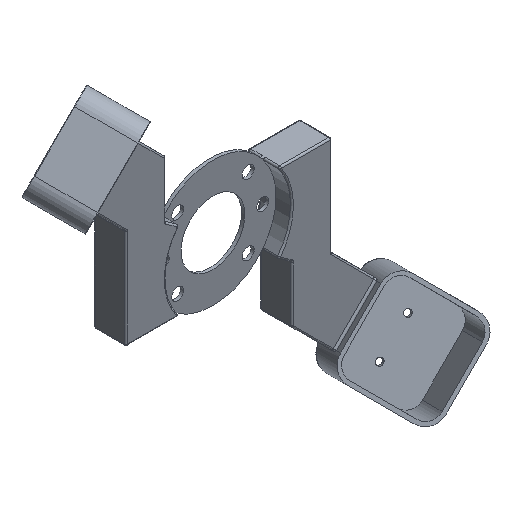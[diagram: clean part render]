
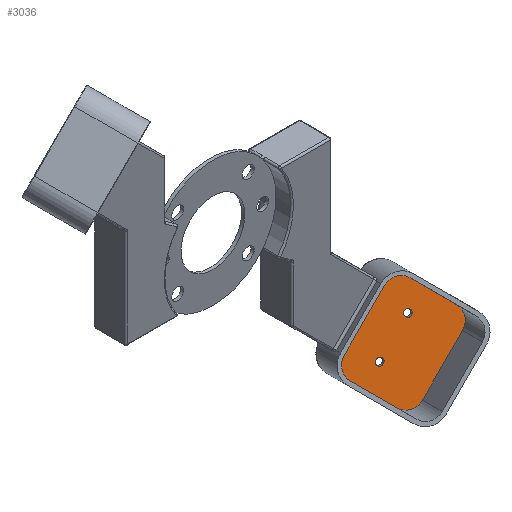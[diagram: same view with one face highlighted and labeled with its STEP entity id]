
A CAD part, isometric view. The second image highlights one B-rep face of the part: STEP entity #3036.
In plain terms, the highlighted planar face has unit normal (-0.406, -0.819, 0.406).
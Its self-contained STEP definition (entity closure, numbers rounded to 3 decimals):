
#37=FACE_BOUND('',#662,.T.);
#38=FACE_BOUND('',#663,.T.);
#90=PLANE('',#3391);
#263=CIRCLE('',#3355,1.6);
#264=CIRCLE('',#3357,1.6);
#274=CIRCLE('',#3378,6.9);
#276=CIRCLE('',#3382,6.9);
#278=CIRCLE('',#3386,6.9);
#280=CIRCLE('',#3390,6.9);
#472=FACE_OUTER_BOUND('',#661,.T.);
#661=EDGE_LOOP('',(#2595,#2596,#2597,#2598,#2599,#2600,#2601,#2602,#2603));
#662=EDGE_LOOP('',(#2604));
#663=EDGE_LOOP('',(#2605));
#902=LINE('',#5744,#1119);
#934=LINE('',#5830,#1151);
#938=LINE('',#5842,#1155);
#942=LINE('',#5854,#1159);
#946=LINE('',#5866,#1163);
#1119=VECTOR('',#4134,10.);
#1151=VECTOR('',#4224,10.);
#1155=VECTOR('',#4236,10.);
#1159=VECTOR('',#4248,10.);
#1163=VECTOR('',#4260,10.);
#1388=VERTEX_POINT('',#5741);
#1389=VERTEX_POINT('',#5743);
#1395=VERTEX_POINT('',#5768);
#1396=VERTEX_POINT('',#5772);
#1414=VERTEX_POINT('',#5828);
#1416=VERTEX_POINT('',#5834);
#1418=VERTEX_POINT('',#5840);
#1420=VERTEX_POINT('',#5846);
#1422=VERTEX_POINT('',#5852);
#1424=VERTEX_POINT('',#5858);
#1426=VERTEX_POINT('',#5864);
#1786=EDGE_CURVE('',#1388,#1389,#902,.T.);
#1800=EDGE_CURVE('',#1395,#1395,#263,.T.);
#1802=EDGE_CURVE('',#1396,#1396,#264,.T.);
#1830=EDGE_CURVE('',#1414,#1388,#934,.T.);
#1833=EDGE_CURVE('',#1416,#1414,#274,.T.);
#1836=EDGE_CURVE('',#1418,#1416,#938,.T.);
#1839=EDGE_CURVE('',#1420,#1418,#276,.T.);
#1842=EDGE_CURVE('',#1422,#1420,#942,.T.);
#1845=EDGE_CURVE('',#1424,#1422,#278,.T.);
#1848=EDGE_CURVE('',#1426,#1424,#946,.T.);
#1850=EDGE_CURVE('',#1389,#1426,#280,.T.);
#2595=ORIENTED_EDGE('',*,*,#1850,.F.);
#2596=ORIENTED_EDGE('',*,*,#1786,.F.);
#2597=ORIENTED_EDGE('',*,*,#1830,.F.);
#2598=ORIENTED_EDGE('',*,*,#1833,.F.);
#2599=ORIENTED_EDGE('',*,*,#1836,.F.);
#2600=ORIENTED_EDGE('',*,*,#1839,.F.);
#2601=ORIENTED_EDGE('',*,*,#1842,.F.);
#2602=ORIENTED_EDGE('',*,*,#1845,.F.);
#2603=ORIENTED_EDGE('',*,*,#1848,.F.);
#2604=ORIENTED_EDGE('',*,*,#1800,.T.);
#2605=ORIENTED_EDGE('',*,*,#1802,.T.);
#3036=ADVANCED_FACE('',(#472,#37,#38),#90,.T.);
#3355=AXIS2_PLACEMENT_3D('',#5770,#4162,#4163);
#3357=AXIS2_PLACEMENT_3D('',#5774,#4167,#4168);
#3378=AXIS2_PLACEMENT_3D('',#5836,#4230,#4231);
#3382=AXIS2_PLACEMENT_3D('',#5848,#4242,#4243);
#3386=AXIS2_PLACEMENT_3D('',#5860,#4254,#4255);
#3390=AXIS2_PLACEMENT_3D('',#5869,#4265,#4266);
#3391=AXIS2_PLACEMENT_3D('',#5870,#4267,#4268);
#4134=DIRECTION('',(0.579,-0.574,-0.579));
#4162=DIRECTION('center_axis',(0.406,0.819,-0.406));
#4163=DIRECTION('ref_axis',(-0.707,0.,-0.707));
#4167=DIRECTION('center_axis',(0.406,0.819,-0.406));
#4168=DIRECTION('ref_axis',(-0.707,0.,-0.707));
#4224=DIRECTION('',(0.579,-0.574,-0.579));
#4230=DIRECTION('center_axis',(0.406,0.819,-0.406));
#4231=DIRECTION('ref_axis',(0.707,0.,0.707));
#4236=DIRECTION('',(0.707,0.,0.707));
#4242=DIRECTION('center_axis',(0.406,0.819,-0.406));
#4243=DIRECTION('ref_axis',(-0.579,0.574,0.579));
#4248=DIRECTION('',(-0.579,0.574,0.579));
#4254=DIRECTION('center_axis',(0.406,0.819,-0.406));
#4255=DIRECTION('ref_axis',(-0.707,0.,-0.707));
#4260=DIRECTION('',(-0.707,0.,-0.707));
#4265=DIRECTION('center_axis',(0.406,0.819,-0.406));
#4266=DIRECTION('ref_axis',(0.579,-0.574,-0.579));
#4267=DIRECTION('center_axis',(-0.406,-0.819,0.406));
#4268=DIRECTION('ref_axis',(0.707,0.,0.707));
#5741=CARTESIAN_POINT('',(73.133,1.343,-165.25));
#5743=CARTESIAN_POINT('',(89.641,-15.004,-181.758));
#5744=CARTESIAN_POINT('',(89.641,-15.004,-181.758));
#5768=CARTESIAN_POINT('',(74.634,-6.831,-180.257));
#5770=CARTESIAN_POINT('Origin',(73.502,-6.831,-181.388));
#5772=CARTESIAN_POINT('',(60.492,-6.831,-194.399));
#5774=CARTESIAN_POINT('Origin',(59.36,-6.831,-195.531));
#5828=CARTESIAN_POINT('',(72.965,1.509,-165.082));
#5830=CARTESIAN_POINT('',(89.641,-15.004,-181.758));
#5834=CARTESIAN_POINT('',(64.089,5.467,-165.965));
#5836=CARTESIAN_POINT('Origin',(68.086,1.509,-169.961));
#5840=CARTESIAN_POINT('',(43.937,5.467,-186.117));
#5842=CARTESIAN_POINT('',(64.089,5.467,-165.965));
#5846=CARTESIAN_POINT('',(43.054,1.509,-194.993));
#5848=CARTESIAN_POINT('Origin',(47.933,1.509,-190.114));
#5852=CARTESIAN_POINT('',(59.73,-15.004,-211.669));
#5854=CARTESIAN_POINT('',(43.054,1.509,-194.993));
#5858=CARTESIAN_POINT('',(68.606,-18.962,-210.786));
#5860=CARTESIAN_POINT('Origin',(64.609,-15.004,-206.79));
#5864=CARTESIAN_POINT('',(88.758,-18.962,-190.634));
#5866=CARTESIAN_POINT('',(68.606,-18.962,-210.786));
#5869=CARTESIAN_POINT('Origin',(84.762,-15.004,-186.637));
#5870=CARTESIAN_POINT('Origin',(66.347,-6.747,-188.376));
